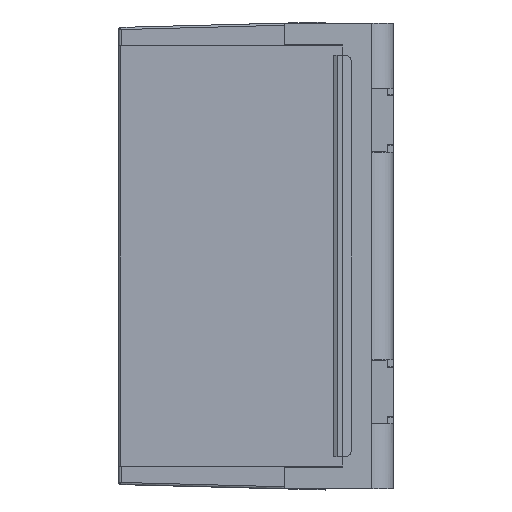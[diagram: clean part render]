
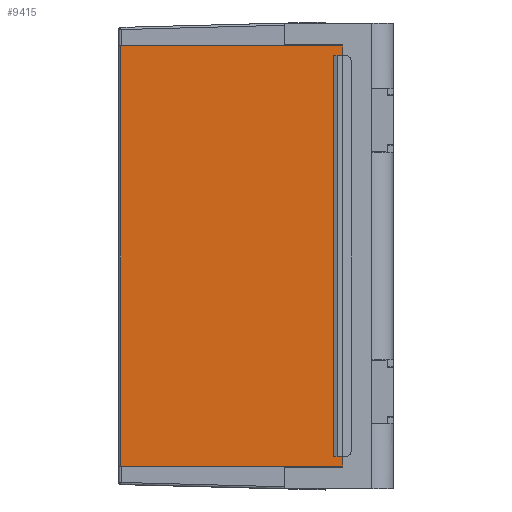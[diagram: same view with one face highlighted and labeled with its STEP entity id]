
A CAD part, left-side view. The second image highlights one B-rep face of the part: STEP entity #9415.
In plain terms, the highlighted planar face has unit normal (-1, 0.016, 0).
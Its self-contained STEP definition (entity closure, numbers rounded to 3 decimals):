
#25 = CARTESIAN_POINT ( 'NONE',  ( -44.32, 50.901, -5.26 ) ) ;
#280 = CARTESIAN_POINT ( 'NONE',  ( -45.099, 2.135, -157.371 ) ) ;
#411 = LINE ( 'NONE', #2555, #13917 ) ;
#431 = DIRECTION ( 'NONE',  ( 1., -0.016, 0. ) ) ;
#512 = VECTOR ( 'NONE', #6792, 1000. ) ;
#1141 = ORIENTED_EDGE ( 'NONE', *, *, #5458, .T. ) ;
#1962 = LINE ( 'NONE', #25, #5028 ) ;
#2275 = EDGE_CURVE ( 'NONE', #11203, #3326, #1962, .T. ) ;
#2360 = VERTEX_POINT ( 'NONE', #8707 ) ;
#2512 = LINE ( 'NONE', #9922, #9915 ) ;
#2555 = CARTESIAN_POINT ( 'NONE',  ( -45.134, 0., -157.371 ) ) ;
#2625 = LINE ( 'NONE', #8195, #15727 ) ;
#2817 = ORIENTED_EDGE ( 'NONE', *, *, #2275, .T. ) ;
#2855 = EDGE_CURVE ( 'NONE', #8723, #16889, #10129, .T. ) ;
#3015 = ORIENTED_EDGE ( 'NONE', *, *, #10615, .F. ) ;
#3066 = EDGE_CURVE ( 'NONE', #16889, #2360, #2512, .T. ) ;
#3326 = VERTEX_POINT ( 'NONE', #7926 ) ;
#3967 = CARTESIAN_POINT ( 'NONE',  ( -45.134, 0., -5.26 ) ) ;
#4162 = DIRECTION ( 'NONE',  ( 0., 0., 1. ) ) ;
#4313 = DIRECTION ( 'NONE',  ( 0.016, 1., 0. ) ) ;
#4372 = PLANE ( 'NONE',  #9842 ) ;
#4758 = DIRECTION ( 'NONE',  ( 0.016, 1., 0. ) ) ;
#4850 = CARTESIAN_POINT ( 'NONE',  ( -44.32, 50.901, -101.74 ) ) ;
#5028 = VECTOR ( 'NONE', #15839, 1000. ) ;
#5377 = DIRECTION ( 'NONE',  ( 0., 0., -1. ) ) ;
#5458 = EDGE_CURVE ( 'NONE', #5910, #11203, #411, .T. ) ;
#5539 = EDGE_CURVE ( 'NONE', #7176, #6414, #2625, .T. ) ;
#5910 = VERTEX_POINT ( 'NONE', #9359 ) ;
#5977 = VECTOR ( 'NONE', #16207, 1000. ) ;
#6228 = FACE_OUTER_BOUND ( 'NONE', #11287, .T. ) ;
#6414 = VERTEX_POINT ( 'NONE', #11104 ) ;
#6611 = CARTESIAN_POINT ( 'NONE',  ( -45.099, 2.135, -99.64 ) ) ;
#6792 = DIRECTION ( 'NONE',  ( 0.016, 1., 0. ) ) ;
#6824 = DIRECTION ( 'NONE',  ( 0., 0., 1. ) ) ;
#7176 = VERTEX_POINT ( 'NONE', #7627 ) ;
#7203 = LINE ( 'NONE', #14892, #5977 ) ;
#7290 = ORIENTED_EDGE ( 'NONE', *, *, #13842, .T. ) ;
#7452 = DIRECTION ( 'NONE',  ( 0.016, 1., 0. ) ) ;
#7470 = CARTESIAN_POINT ( 'NONE',  ( -44.32, 50.901, -5.26 ) ) ;
#7572 = ORIENTED_EDGE ( 'NONE', *, *, #5539, .F. ) ;
#7627 = CARTESIAN_POINT ( 'NONE',  ( -45.134, 0., -99.64 ) ) ;
#7926 = CARTESIAN_POINT ( 'NONE',  ( -44.92, 13.392, -5.26 ) ) ;
#8195 = CARTESIAN_POINT ( 'NONE',  ( -45.134, 0., 50.371 ) ) ;
#8397 = CARTESIAN_POINT ( 'NONE',  ( -45.099, 2.135, -7.36 ) ) ;
#8549 = LINE ( 'NONE', #4850, #11206 ) ;
#8707 = CARTESIAN_POINT ( 'NONE',  ( -44.32, 50.901, -5.26 ) ) ;
#8723 = VERTEX_POINT ( 'NONE', #16342 ) ;
#8800 = VECTOR ( 'NONE', #4758, 1000. ) ;
#9300 = ORIENTED_EDGE ( 'NONE', *, *, #15611, .T. ) ;
#9359 = CARTESIAN_POINT ( 'NONE',  ( -45.134, 0., -7.36 ) ) ;
#9415 = ADVANCED_FACE ( 'NONE', ( #6228 ), #4372, .F. ) ;
#9623 = LINE ( 'NONE', #7470, #8800 ) ;
#9637 = CARTESIAN_POINT ( 'NONE',  ( -44.32, 50.901, -101.74 ) ) ;
#9842 = AXIS2_PLACEMENT_3D ( 'NONE', #16084, #431, #4313 ) ;
#9915 = VECTOR ( 'NONE', #11175, 1000. ) ;
#9922 = CARTESIAN_POINT ( 'NONE',  ( -44.32, 50.901, -157.371 ) ) ;
#10129 = LINE ( 'NONE', #9637, #512 ) ;
#10545 = ORIENTED_EDGE ( 'NONE', *, *, #2855, .F. ) ;
#10615 = EDGE_CURVE ( 'NONE', #11658, #7176, #7203, .T. ) ;
#10673 = ORIENTED_EDGE ( 'NONE', *, *, #3066, .F. ) ;
#11104 = CARTESIAN_POINT ( 'NONE',  ( -45.134, 0., -101.74 ) ) ;
#11175 = DIRECTION ( 'NONE',  ( 0., 0., 1. ) ) ;
#11203 = VERTEX_POINT ( 'NONE', #3967 ) ;
#11206 = VECTOR ( 'NONE', #7452, 1000. ) ;
#11287 = EDGE_LOOP ( 'NONE', ( #7290, #9300, #1141, #2817, #11640, #10673, #10545, #13151, #7572, #3015 ) ) ;
#11640 = ORIENTED_EDGE ( 'NONE', *, *, #13234, .T. ) ;
#11658 = VERTEX_POINT ( 'NONE', #6611 ) ;
#11935 = CARTESIAN_POINT ( 'NONE',  ( -44.32, 50.901, -7.36 ) ) ;
#12021 = EDGE_CURVE ( 'NONE', #6414, #8723, #8549, .T. ) ;
#13151 = ORIENTED_EDGE ( 'NONE', *, *, #12021, .F. ) ;
#13201 = LINE ( 'NONE', #11935, #15248 ) ;
#13234 = EDGE_CURVE ( 'NONE', #3326, #2360, #9623, .T. ) ;
#13286 = LINE ( 'NONE', #280, #13898 ) ;
#13842 = EDGE_CURVE ( 'NONE', #11658, #14529, #13286, .T. ) ;
#13898 = VECTOR ( 'NONE', #4162, 1000. ) ;
#13917 = VECTOR ( 'NONE', #6824, 1000. ) ;
#14529 = VERTEX_POINT ( 'NONE', #8397 ) ;
#14633 = DIRECTION ( 'NONE',  ( -0.016, -1., 0. ) ) ;
#14892 = CARTESIAN_POINT ( 'NONE',  ( -44.32, 50.901, -99.64 ) ) ;
#15017 = CARTESIAN_POINT ( 'NONE',  ( -44.32, 50.901, -101.74 ) ) ;
#15248 = VECTOR ( 'NONE', #14633, 1000. ) ;
#15611 = EDGE_CURVE ( 'NONE', #14529, #5910, #13201, .T. ) ;
#15727 = VECTOR ( 'NONE', #5377, 1000. ) ;
#15839 = DIRECTION ( 'NONE',  ( 0.016, 1., 0. ) ) ;
#16084 = CARTESIAN_POINT ( 'NONE',  ( -44.32, 50.901, -157.371 ) ) ;
#16207 = DIRECTION ( 'NONE',  ( -0.016, -1., 0. ) ) ;
#16342 = CARTESIAN_POINT ( 'NONE',  ( -44.92, 13.392, -101.74 ) ) ;
#16889 = VERTEX_POINT ( 'NONE', #15017 ) ;
